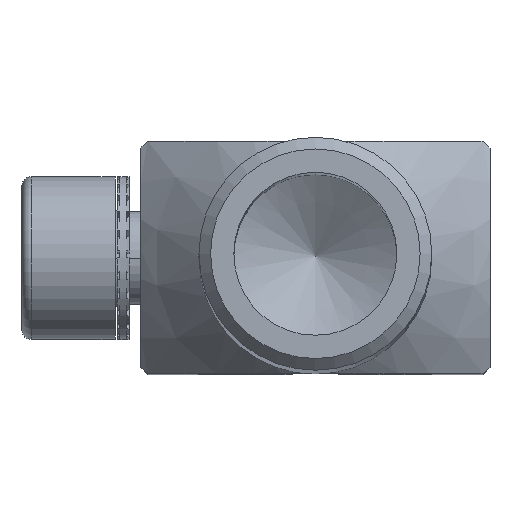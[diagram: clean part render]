
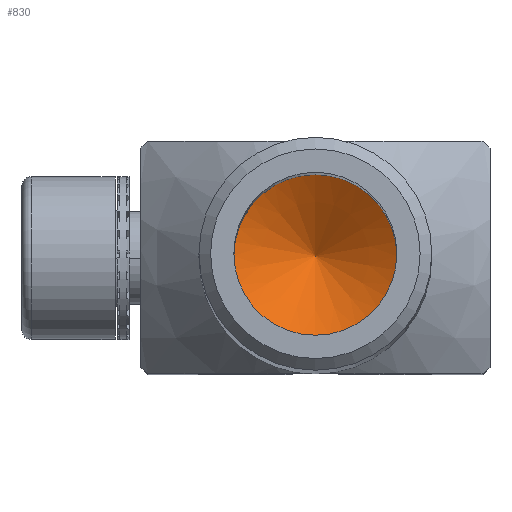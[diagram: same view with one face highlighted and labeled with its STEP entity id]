
A CAD part, top view. The second image highlights one B-rep face of the part: STEP entity #830.
In plain terms, the highlighted conical face has half-angle 59 degrees and reference radius 3.1 mm.
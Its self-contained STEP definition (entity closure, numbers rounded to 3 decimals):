
#830=ADVANCED_FACE('',(#1571,#1572),#1573,.F.);
#1571=FACE_OUTER_BOUND('',#2313,.T.);
#1572=FACE_BOUND('',#2314,.T.);
#1573=CONICAL_SURFACE('',#2315,3.1,1.03);
#2313=EDGE_LOOP('',(#4462));
#2314=VERTEX_LOOP('',#4463);
#2315=AXIS2_PLACEMENT_3D('',#4464,#4465,#4466);
#4462=ORIENTED_EDGE('',*,*,#5487,.F.);
#4463=VERTEX_POINT('',#5488);
#4464=CARTESIAN_POINT('',(0.0,55.0,0.));
#4465=DIRECTION('',(0.0,1.0,0.0));
#4466=DIRECTION('',(0.0,0.0,-1.0));
#5487=EDGE_CURVE('',#6800,#6800,#6801,.F.);
#5488=CARTESIAN_POINT('',(0.0,53.137,0.));
#6800=VERTEX_POINT('',#8615);
#6801=CIRCLE('',#8616,3.5);
#8615=CARTESIAN_POINT('',(0.,55.24,3.5));
#8616=AXIS2_PLACEMENT_3D('',#9819,#9820,#9821);
#9819=CARTESIAN_POINT('',(0.0,55.24,0.));
#9820=DIRECTION('',(0.0,1.0,0.0));
#9821=DIRECTION('',(0.0,0.0,1.0));
